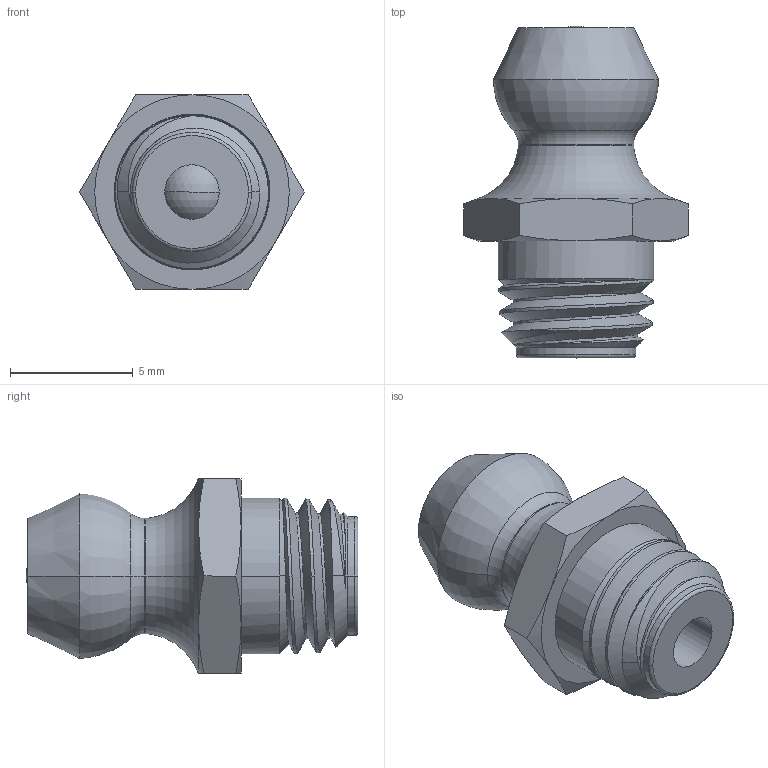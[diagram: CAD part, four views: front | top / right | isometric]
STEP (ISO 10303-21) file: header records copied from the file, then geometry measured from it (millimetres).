
FILE_DESCRIPTION (( 'STEP AP203' ), '1' );
FILE_NAME ('1095K41_Zinc-Plated Steel Grease Fitting.STEP', '2022-10-04T20:15:48', ( 'Administrator' ), ( 'Managed by Terraform' ), 'SwSTEP 2.0', 'SolidWorks 2017', '' );
FILE_SCHEMA (( 'CONFIG_CONTROL_DESIGN' ));
Length unit declared in the file: inch
Products named in the file (1): 1095K41_Zinc-Plated Steel Grease Fitting
Bounding box: 9.17 x 13.53 x 7.94 mm (x, y, z)
Volume: 365.9 mm3; surface area: 487 mm2
Topology: 2 solids, 2 shells, 57 faces, 133 edges, 79 vertices
Faces by surface type: cone 27, torus 10, plane 9, cylinder 6, bspline 3, sphere 2
Entity records: 2882 total; most frequent: CARTESIAN_POINT 1601, ORIENTED_EDGE 256, DIRECTION 241, EDGE_CURVE 128, AXIS2_PLACEMENT_3D 108, VERTEX_POINT 76, EDGE_LOOP 60, FACE_OUTER_BOUND 57
